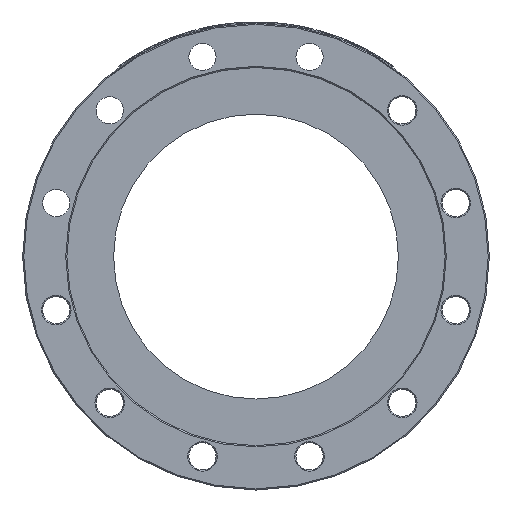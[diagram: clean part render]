
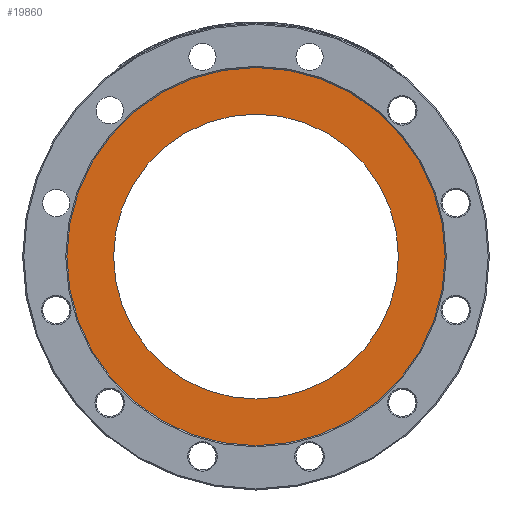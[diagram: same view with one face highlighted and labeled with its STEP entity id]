
A CAD part, left-side view. The second image highlights one B-rep face of the part: STEP entity #19860.
In plain terms, the highlighted planar face has unit normal (-1, 0, 0).
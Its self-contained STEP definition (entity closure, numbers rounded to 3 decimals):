
#1579=FACE_BOUND('',#3233,.T.);
#1723=PLANE('',#21010);
#2145=FACE_OUTER_BOUND('',#3232,.T.);
#3232=EDGE_LOOP('',(#12808,#12809));
#3233=EDGE_LOOP('',(#12810,#12811));
#7204=CIRCLE('',#20985,160.);
#7205=CIRCLE('',#20986,160.);
#7222=CIRCLE('',#21008,120.5);
#7223=CIRCLE('',#21009,120.5);
#7788=VERTEX_POINT('',#25935);
#7789=VERTEX_POINT('',#25937);
#7802=VERTEX_POINT('',#26028);
#7803=VERTEX_POINT('',#26030);
#9772=EDGE_CURVE('',#7788,#7789,#7204,.T.);
#9773=EDGE_CURVE('',#7789,#7788,#7205,.T.);
#9792=EDGE_CURVE('',#7803,#7802,#7222,.T.);
#9793=EDGE_CURVE('',#7802,#7803,#7223,.T.);
#12808=ORIENTED_EDGE('',*,*,#9773,.F.);
#12809=ORIENTED_EDGE('',*,*,#9772,.F.);
#12810=ORIENTED_EDGE('',*,*,#9792,.T.);
#12811=ORIENTED_EDGE('',*,*,#9793,.T.);
#19860=ADVANCED_FACE('',(#2145,#1579),#1723,.T.);
#20985=AXIS2_PLACEMENT_3D('',#25938,#22193,#22194);
#20986=AXIS2_PLACEMENT_3D('',#25939,#22195,#22196);
#21008=AXIS2_PLACEMENT_3D('',#26031,#22241,#22242);
#21009=AXIS2_PLACEMENT_3D('',#26032,#22243,#22244);
#21010=AXIS2_PLACEMENT_3D('',#26033,#22245,#22246);
#22193=DIRECTION('center_axis',(1.,0.,0.));
#22194=DIRECTION('ref_axis',(0.,0.,-1.));
#22195=DIRECTION('center_axis',(1.,0.,0.));
#22196=DIRECTION('ref_axis',(0.,0.,-1.));
#22241=DIRECTION('center_axis',(1.,0.,0.));
#22242=DIRECTION('ref_axis',(0.,0.,-1.));
#22243=DIRECTION('center_axis',(1.,0.,0.));
#22244=DIRECTION('ref_axis',(0.,0.,-1.));
#22245=DIRECTION('center_axis',(-1.,0.,0.));
#22246=DIRECTION('ref_axis',(0.,0.,1.));
#25935=CARTESIAN_POINT('',(0.,-160.,0.));
#25937=CARTESIAN_POINT('',(0.,160.,0.));
#25938=CARTESIAN_POINT('Origin',(0.,0.,0.));
#25939=CARTESIAN_POINT('Origin',(0.,0.,0.));
#26028=CARTESIAN_POINT('',(0.,-120.5,0.));
#26030=CARTESIAN_POINT('',(0.,120.5,0.));
#26031=CARTESIAN_POINT('Origin',(0.,0.,0.));
#26032=CARTESIAN_POINT('Origin',(0.,0.,0.));
#26033=CARTESIAN_POINT('Origin',(0.,160.,0.));
